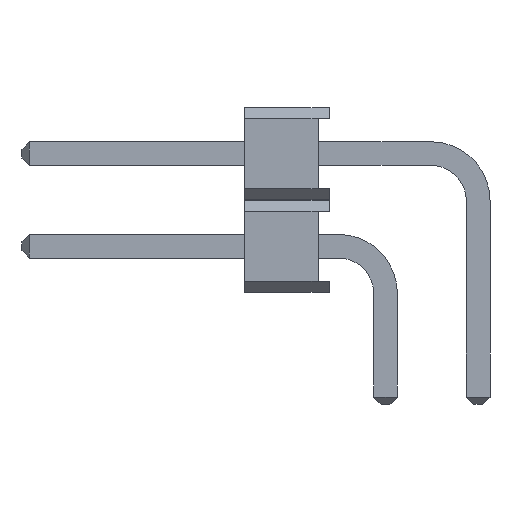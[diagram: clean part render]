
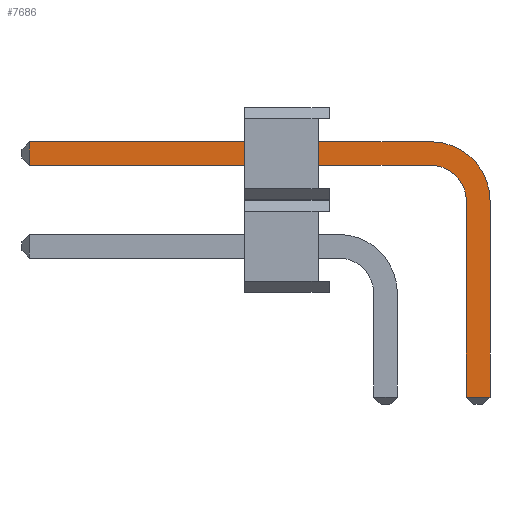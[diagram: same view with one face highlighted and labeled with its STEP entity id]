
A CAD part, left-side view. The second image highlights one B-rep face of the part: STEP entity #7686.
In plain terms, the highlighted planar face has unit normal (-1, 0, 0).
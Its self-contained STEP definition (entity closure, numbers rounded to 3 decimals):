
#145=CIRCLE('',#8219,0.95);
#146=CIRCLE('',#8220,1.59);
#286=FACE_OUTER_BOUND('',#758,.T.);
#758=EDGE_LOOP('',(#5417,#5418,#5419,#5420,#5421,#5422,#5423,#5424));
#1351=LINE('',#11171,#2383);
#1359=LINE('',#11188,#2391);
#1362=LINE('',#11193,#2394);
#1363=LINE('',#11198,#2395);
#1364=LINE('',#11200,#2396);
#1365=LINE('',#11202,#2397);
#2383=VECTOR('',#9052,1000.);
#2391=VECTOR('',#9068,1000.);
#2394=VECTOR('',#9073,10.);
#2395=VECTOR('',#9078,1000.);
#2396=VECTOR('',#9079,10.);
#2397=VECTOR('',#9080,1000.);
#3341=VERTEX_POINT('',#11158);
#3346=VERTEX_POINT('',#11169);
#3350=VERTEX_POINT('',#11183);
#3351=VERTEX_POINT('',#11187);
#3353=VERTEX_POINT('',#11195);
#3354=VERTEX_POINT('',#11197);
#3355=VERTEX_POINT('',#11199);
#3356=VERTEX_POINT('',#11201);
#4099=EDGE_CURVE('',#3341,#3346,#1351,.T.);
#4107=EDGE_CURVE('',#3350,#3351,#1359,.T.);
#4110=EDGE_CURVE('',#3341,#3350,#1362,.T.);
#4111=EDGE_CURVE('',#3346,#3353,#145,.T.);
#4112=EDGE_CURVE('',#3353,#3354,#1363,.T.);
#4113=EDGE_CURVE('',#3355,#3354,#1364,.T.);
#4114=EDGE_CURVE('',#3356,#3355,#1365,.T.);
#4115=EDGE_CURVE('',#3351,#3356,#146,.T.);
#5417=ORIENTED_EDGE('',*,*,#4110,.F.);
#5418=ORIENTED_EDGE('',*,*,#4099,.T.);
#5419=ORIENTED_EDGE('',*,*,#4111,.T.);
#5420=ORIENTED_EDGE('',*,*,#4112,.T.);
#5421=ORIENTED_EDGE('',*,*,#4113,.F.);
#5422=ORIENTED_EDGE('',*,*,#4114,.F.);
#5423=ORIENTED_EDGE('',*,*,#4115,.F.);
#5424=ORIENTED_EDGE('',*,*,#4107,.F.);
#7240=PLANE('',#8218);
#7686=ADVANCED_FACE('',(#286),#7240,.F.);
#8218=AXIS2_PLACEMENT_3D('',#11194,#9074,#9075);
#8219=AXIS2_PLACEMENT_3D('',#11196,#9076,#9077);
#8220=AXIS2_PLACEMENT_3D('',#11203,#9081,#9082);
#9052=DIRECTION('',(0.,-1.,0.));
#9068=DIRECTION('',(0.,-1.,0.));
#9073=DIRECTION('',(0.,0.,1.));
#9074=DIRECTION('center_axis',(1.,0.,0.));
#9075=DIRECTION('ref_axis',(0.,0.,-1.));
#9076=DIRECTION('center_axis',(1.,0.,0.));
#9077=DIRECTION('ref_axis',(0.,0.,1.));
#9078=DIRECTION('',(0.,0.,-1.));
#9079=DIRECTION('',(0.,1.,0.));
#9080=DIRECTION('',(0.,0.,-1.));
#9081=DIRECTION('center_axis',(1.,0.,0.));
#9082=DIRECTION('ref_axis',(0.,0.,1.));
#11158=CARTESIAN_POINT('',(-0.32,9.61,3.45));
#11169=CARTESIAN_POINT('',(-0.32,-1.23,3.45));
#11171=CARTESIAN_POINT('',(-0.32,-1.23,3.45));
#11183=CARTESIAN_POINT('',(-0.32,9.61,4.09));
#11187=CARTESIAN_POINT('',(-0.32,-1.23,4.09));
#11188=CARTESIAN_POINT('',(-0.32,-1.23,4.09));
#11193=CARTESIAN_POINT('',(-0.32,9.61,3.77));
#11194=CARTESIAN_POINT('Origin',(-0.32,-1.23,4.09));
#11195=CARTESIAN_POINT('',(-0.32,-2.18,2.5));
#11196=CARTESIAN_POINT('Origin',(-0.32,-1.23,2.5));
#11197=CARTESIAN_POINT('',(-0.32,-2.18,-2.8));
#11198=CARTESIAN_POINT('',(-0.32,-2.18,-0.5));
#11199=CARTESIAN_POINT('',(-0.32,-2.82,-2.8));
#11200=CARTESIAN_POINT('',(-0.32,-1.996,-2.8));
#11201=CARTESIAN_POINT('',(-0.32,-2.82,2.5));
#11202=CARTESIAN_POINT('',(-0.32,-2.82,-0.5));
#11203=CARTESIAN_POINT('Origin',(-0.32,-1.23,2.5));
